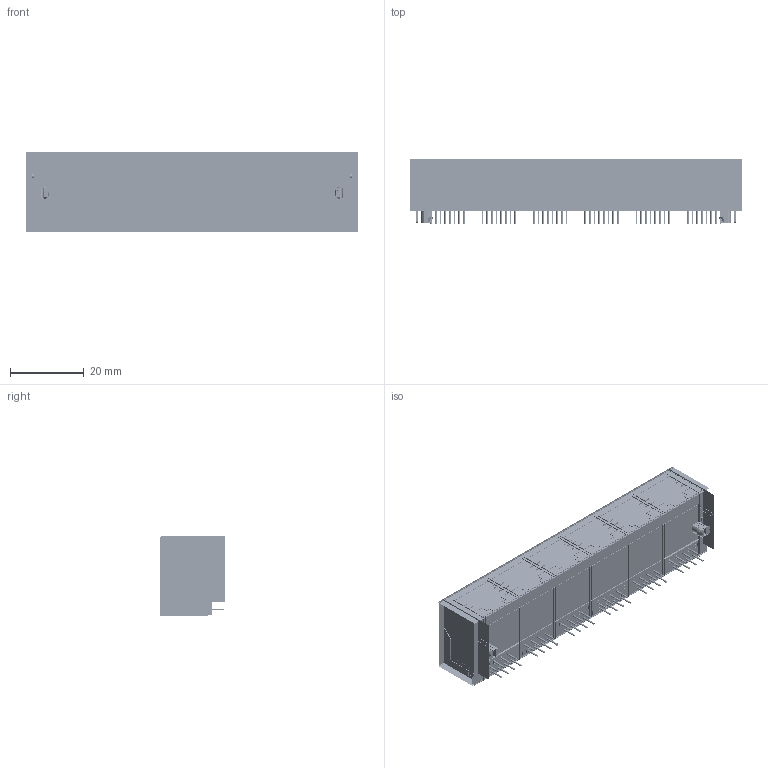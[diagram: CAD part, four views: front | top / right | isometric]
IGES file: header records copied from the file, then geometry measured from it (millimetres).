
Start section:  PTC IGES file: DGKYD59211618GWA1D7Y1022.igs
Global section: file name: DGKYD59211618GWA1D7Y1022.igs; native system: Creo Parametric by PTC Inc.; preprocessor: 2018400; author: Administrator; organization: Unknown; date: 20220309.102540; units: millimetre
Bounding box: 90.31 x 17.68 x 22.01 mm (x, y, z)
Surface area: 390300.7 mm2 (no closed solid volume)
Topology: 0 solids, 0 shells, 6916 faces, 114372 edges, 159886 vertices
Faces by surface type: bspline 4610, revolution 2250, extrusion 56
